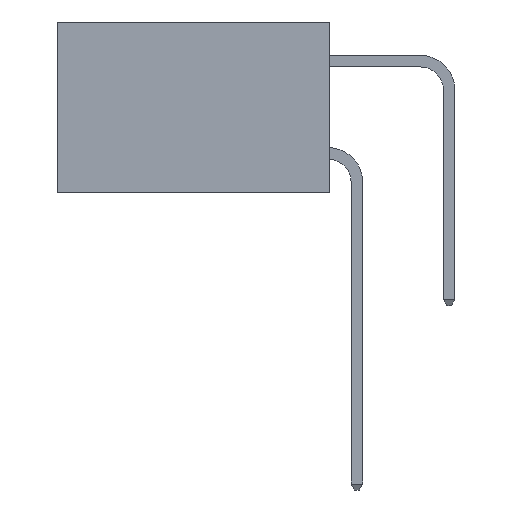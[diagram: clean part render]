
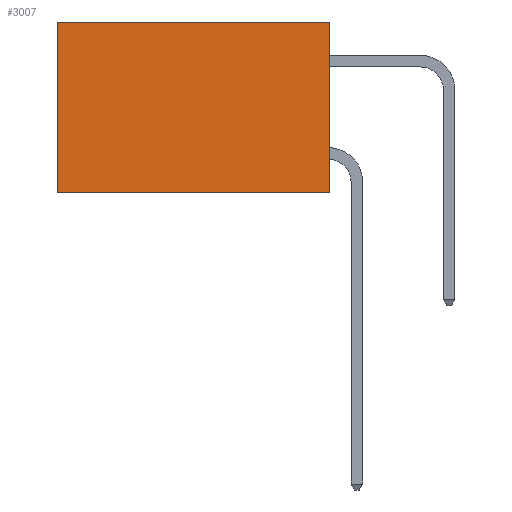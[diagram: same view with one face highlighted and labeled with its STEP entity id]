
A CAD part, left-side view. The second image highlights one B-rep face of the part: STEP entity #3007.
In plain terms, the highlighted planar face has unit normal (-1, 0, 0).
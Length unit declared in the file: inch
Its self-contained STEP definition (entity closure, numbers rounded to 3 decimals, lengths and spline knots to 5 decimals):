
#146 = DIRECTION ( 'NONE',  ( 0., 0., -1. ) ) ;
#413 = EDGE_CURVE ( 'NONE', #21338, #7401, #9680, .T. ) ;
#1092 = DIRECTION ( 'NONE',  ( 1., 0., 0. ) ) ;
#1557 = EDGE_CURVE ( 'NONE', #7005, #7401, #6658, .T. ) ;
#3007 = ADVANCED_FACE ( 'NONE', ( #22998 ), #20710, .F. ) ;
#3219 = EDGE_LOOP ( 'NONE', ( #14044, #18111, #16229, #18976 ) ) ;
#3854 = DIRECTION ( 'NONE',  ( 0., 1., 0. ) ) ;
#4579 = VECTOR ( 'NONE', #146, 39.37008 ) ;
#5267 = CARTESIAN_POINT ( 'NONE',  ( 0.277, 0., 0. ) ) ;
#6658 = LINE ( 'NONE', #23126, #16038 ) ;
#7005 = VERTEX_POINT ( 'NONE', #21136 ) ;
#7401 = VERTEX_POINT ( 'NONE', #12258 ) ;
#9199 = CARTESIAN_POINT ( 'NONE',  ( 0.277, 0.59, 0. ) ) ;
#9263 = VERTEX_POINT ( 'NONE', #5267 ) ;
#9482 = CARTESIAN_POINT ( 'NONE',  ( 0.277, 0., -0.37 ) ) ;
#9652 = VECTOR ( 'NONE', #14584, 39.37008 ) ;
#9680 = LINE ( 'NONE', #16001, #4579 ) ;
#9690 = AXIS2_PLACEMENT_3D ( 'NONE', #9482, #1092, #21075 ) ;
#10847 = CARTESIAN_POINT ( 'NONE',  ( 0.277, 0., 0. ) ) ;
#12258 = CARTESIAN_POINT ( 'NONE',  ( 0.277, 0.59, -0.37 ) ) ;
#12738 = EDGE_CURVE ( 'NONE', #9263, #7005, #21280, .T. ) ;
#14044 = ORIENTED_EDGE ( 'NONE', *, *, #413, .T. ) ;
#14584 = DIRECTION ( 'NONE',  ( 0., 1., 0. ) ) ;
#16001 = CARTESIAN_POINT ( 'NONE',  ( 0.277, 0.59, -0.37 ) ) ;
#16038 = VECTOR ( 'NONE', #3854, 39.37008 ) ;
#16229 = ORIENTED_EDGE ( 'NONE', *, *, #12738, .F. ) ;
#18111 = ORIENTED_EDGE ( 'NONE', *, *, #1557, .F. ) ;
#18389 = CARTESIAN_POINT ( 'NONE',  ( 0.277, 0., -0.37 ) ) ;
#18976 = ORIENTED_EDGE ( 'NONE', *, *, #23212, .T. ) ;
#19621 = LINE ( 'NONE', #10847, #9652 ) ;
#20262 = DIRECTION ( 'NONE',  ( 0., 0., -1. ) ) ;
#20693 = VECTOR ( 'NONE', #20262, 39.37008 ) ;
#20710 = PLANE ( 'NONE',  #9690 ) ;
#21075 = DIRECTION ( 'NONE',  ( 0., 0., -1. ) ) ;
#21136 = CARTESIAN_POINT ( 'NONE',  ( 0.277, 0., -0.37 ) ) ;
#21280 = LINE ( 'NONE', #18389, #20693 ) ;
#21338 = VERTEX_POINT ( 'NONE', #9199 ) ;
#22998 = FACE_OUTER_BOUND ( 'NONE', #3219, .T. ) ;
#23126 = CARTESIAN_POINT ( 'NONE',  ( 0.277, 0., -0.37 ) ) ;
#23212 = EDGE_CURVE ( 'NONE', #9263, #21338, #19621, .T. ) ;
